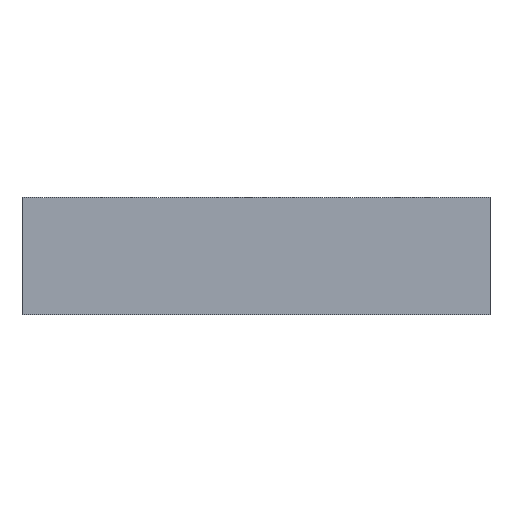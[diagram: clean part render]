
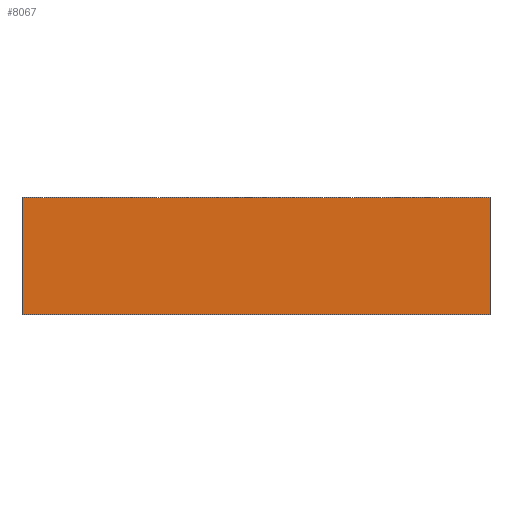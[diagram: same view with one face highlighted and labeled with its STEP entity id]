
A CAD part, left-side view. The second image highlights one B-rep face of the part: STEP entity #8067.
In plain terms, the highlighted planar face has unit normal (-1, 0, 0).
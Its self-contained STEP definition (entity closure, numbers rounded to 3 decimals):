
#925=FACE_OUTER_BOUND('',#1379,.T.);
#1379=EDGE_LOOP('',(#7008,#7009,#7010,#7011));
#1763=LINE('',#12190,#2567);
#2207=LINE('',#13566,#3011);
#2208=LINE('',#13568,#3012);
#2209=LINE('',#13569,#3013);
#2567=VECTOR('',#9133,10.);
#3011=VECTOR('',#10315,10.);
#3012=VECTOR('',#10316,10.);
#3013=VECTOR('',#10317,10.);
#3341=VERTEX_POINT('',#12183);
#3344=VERTEX_POINT('',#12188);
#3779=VERTEX_POINT('',#13565);
#3780=VERTEX_POINT('',#13567);
#4269=EDGE_CURVE('',#3341,#3344,#1763,.T.);
#4875=EDGE_CURVE('',#3779,#3341,#2207,.T.);
#4876=EDGE_CURVE('',#3780,#3344,#2208,.T.);
#4877=EDGE_CURVE('',#3779,#3780,#2209,.T.);
#7008=ORIENTED_EDGE('',*,*,#4875,.T.);
#7009=ORIENTED_EDGE('',*,*,#4269,.T.);
#7010=ORIENTED_EDGE('',*,*,#4876,.F.);
#7011=ORIENTED_EDGE('',*,*,#4877,.F.);
#7345=PLANE('',#8561);
#8067=ADVANCED_FACE('',(#925),#7345,.T.);
#8561=AXIS2_PLACEMENT_3D('',#13564,#10313,#10314);
#9133=DIRECTION('',(0.,0.,1.));
#10313=DIRECTION('center_axis',(-1.,0.,0.));
#10314=DIRECTION('ref_axis',(0.,-1.,0.));
#10315=DIRECTION('',(0.,-1.,0.));
#10316=DIRECTION('',(0.,-1.,0.));
#10317=DIRECTION('',(0.,0.,1.));
#12183=CARTESIAN_POINT('',(0.,0.,0.));
#12188=CARTESIAN_POINT('',(0.,0.,38.1));
#12190=CARTESIAN_POINT('',(0.,0.,0.));
#13564=CARTESIAN_POINT('Origin',(0.,152.4,0.));
#13565=CARTESIAN_POINT('',(0.,152.4,0.));
#13566=CARTESIAN_POINT('',(0.,152.4,0.));
#13567=CARTESIAN_POINT('',(0.,152.4,38.1));
#13568=CARTESIAN_POINT('',(0.,152.4,38.1));
#13569=CARTESIAN_POINT('',(0.,152.4,0.));
